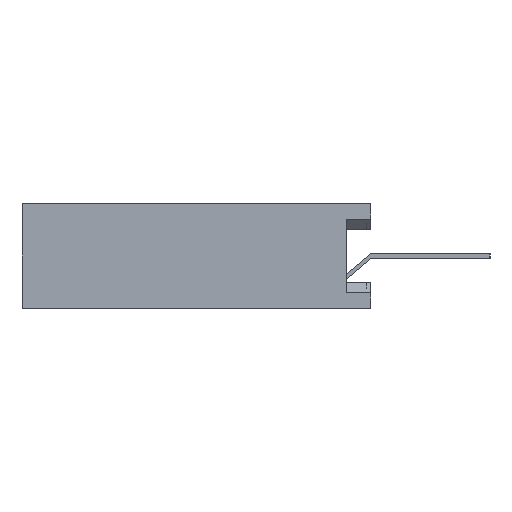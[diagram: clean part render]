
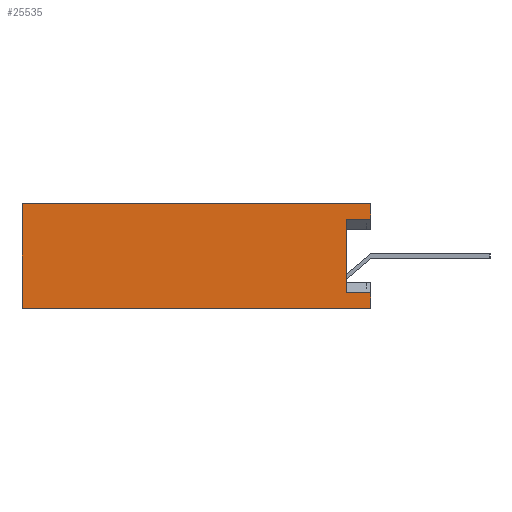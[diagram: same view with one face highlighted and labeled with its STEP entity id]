
A CAD part, left-side view. The second image highlights one B-rep face of the part: STEP entity #25535.
In plain terms, the highlighted planar face has unit normal (-1, 0, 0).
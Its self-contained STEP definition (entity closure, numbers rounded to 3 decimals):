
#17=DIRECTION('',(0.,-1.,0.));
#18=VECTOR('',#17,8.5);
#19=CARTESIAN_POINT('',(-40.64,4.25,-1.27));
#20=LINE('',#19,#18);
#1061=DIRECTION('',(0.,0.,1.));
#1062=VECTOR('',#1061,0.37);
#1063=CARTESIAN_POINT('',(-40.64,-4.25,-1.27));
#1064=LINE('',#1063,#1062);
#1077=DIRECTION('',(0.,0.,1.));
#1078=VECTOR('',#1077,0.37);
#1079=CARTESIAN_POINT('',(-40.64,-4.25,0.9));
#1080=LINE('',#1079,#1078);
#1861=DIRECTION('',(0.,0.,1.));
#1862=VECTOR('',#1861,2.54);
#1863=CARTESIAN_POINT('',(-40.64,4.25,-1.27));
#1864=LINE('',#1863,#1862);
#1865=DIRECTION('',(0.,1.,0.));
#1866=VECTOR('',#1865,0.6);
#1867=CARTESIAN_POINT('',(-40.64,-4.25,0.9));
#1868=LINE('',#1867,#1866);
#1869=DIRECTION('',(0.,0.,1.));
#1870=VECTOR('',#1869,1.8);
#1871=CARTESIAN_POINT('',(-40.64,-3.65,-0.9));
#1872=LINE('',#1871,#1870);
#1873=DIRECTION('',(0.,1.,0.));
#1874=VECTOR('',#1873,0.6);
#1875=CARTESIAN_POINT('',(-40.64,-4.25,-0.9));
#1876=LINE('',#1875,#1874);
#3141=DIRECTION('',(0.,-1.,0.));
#3142=VECTOR('',#3141,8.5);
#3143=CARTESIAN_POINT('',(-40.64,4.25,1.27));
#3144=LINE('',#3143,#3142);
#17553=CARTESIAN_POINT('',(-40.64,4.25,-1.27));
#17554=CARTESIAN_POINT('',(-40.64,-4.25,-1.27));
#17555=VERTEX_POINT('',#17553);
#17556=VERTEX_POINT('',#17554);
#17561=CARTESIAN_POINT('',(-40.64,4.25,1.27));
#17562=CARTESIAN_POINT('',(-40.64,-4.25,1.27));
#17563=VERTEX_POINT('',#17561);
#17564=VERTEX_POINT('',#17562);
#17689=CARTESIAN_POINT('',(-40.64,-4.25,-0.9));
#17690=VERTEX_POINT('',#17689);
#17691=CARTESIAN_POINT('',(-40.64,-4.25,0.9));
#17692=VERTEX_POINT('',#17691);
#17705=CARTESIAN_POINT('',(-40.64,-3.65,-0.9));
#17706=CARTESIAN_POINT('',(-40.64,-3.65,0.9));
#17707=VERTEX_POINT('',#17705);
#17708=VERTEX_POINT('',#17706);
#25515=CARTESIAN_POINT('',(-40.64,4.25,-1.27));
#25516=DIRECTION('',(-1.,0.,0.));
#25517=DIRECTION('',(0.,-1.,0.));
#25518=AXIS2_PLACEMENT_3D('',#25515,#25516,#25517);
#25519=PLANE('',#25518);
#25520=ORIENTED_EDGE('',*,*,#24524,.F.);
#25521=ORIENTED_EDGE('',*,*,#23246,.F.);
#25523=ORIENTED_EDGE('',*,*,#25522,.T.);
#25525=ORIENTED_EDGE('',*,*,#25524,.T.);
#25526=ORIENTED_EDGE('',*,*,#24540,.F.);
#25528=ORIENTED_EDGE('',*,*,#25527,.T.);
#25530=ORIENTED_EDGE('',*,*,#25529,.F.);
#25532=ORIENTED_EDGE('',*,*,#25531,.F.);
#25533=EDGE_LOOP('',(#25520,#25521,#25523,#25525,#25526,#25528,#25530,#25532));
#25534=FACE_OUTER_BOUND('',#25533,.F.);
#25535=ADVANCED_FACE('',(#25534),#25519,.T.);
#23246=EDGE_CURVE('',#17555,#17556,#20,.T.);
#24524=EDGE_CURVE('',#17556,#17690,#1064,.T.);
#24540=EDGE_CURVE('',#17692,#17564,#1080,.T.);
#25522=EDGE_CURVE('',#17555,#17563,#1864,.T.);
#25524=EDGE_CURVE('',#17563,#17564,#3144,.T.);
#25527=EDGE_CURVE('',#17692,#17708,#1868,.T.);
#25529=EDGE_CURVE('',#17707,#17708,#1872,.T.);
#25531=EDGE_CURVE('',#17690,#17707,#1876,.T.);
